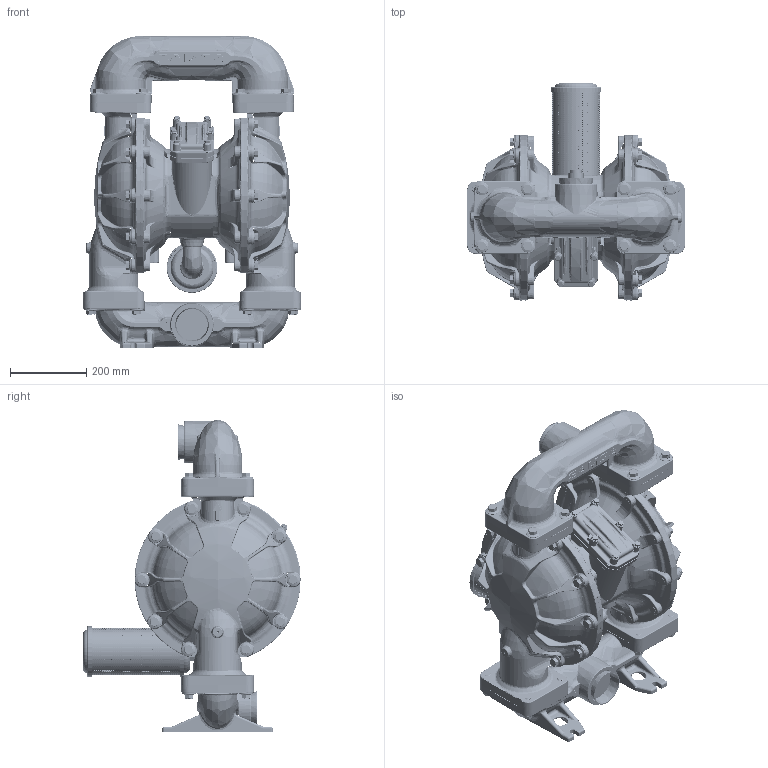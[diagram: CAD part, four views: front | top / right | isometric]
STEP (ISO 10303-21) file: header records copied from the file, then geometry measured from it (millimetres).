
FILE_DESCRIPTION (( 'STEP AP214' ), '1' );
FILE_NAME ('UP30-Aluminio-Rosca.STEP', '2021-09-09T07:37:08', ( '' ), ( '' ), 'SwSTEP 2.0', 'SolidWorks 2021', '' );
FILE_SCHEMA (( 'AUTOMOTIVE_DESIGN' ));
Length unit declared in the file: millimetre
Products named in the file (1): UP30-Aluminio-Rosca
Bounding box: 574.94 x 570.5 x 819.5 mm (x, y, z)
Surface area: 2291419.8 mm2 (no closed solid volume)
Topology: 0 solids, 141 shells, 6794 faces, 25087 edges, 17675 vertices
Faces by surface type: cylinder 2862, bspline 1803, plane 889, torus 658, cone 542, sphere 40
Entity records: 687063 total; most frequent: CARTESIAN_POINT 433840, ORIENTED_EDGE 38720, DIRECTION 25083, EDGE_CURVE 24934, VERTEX_POINT 17667, B_SPLINE_CURVE_WITH_KNOTS 14139, EDGE_LOOP 10352, AXIS2_PLACEMENT_3D 9935
